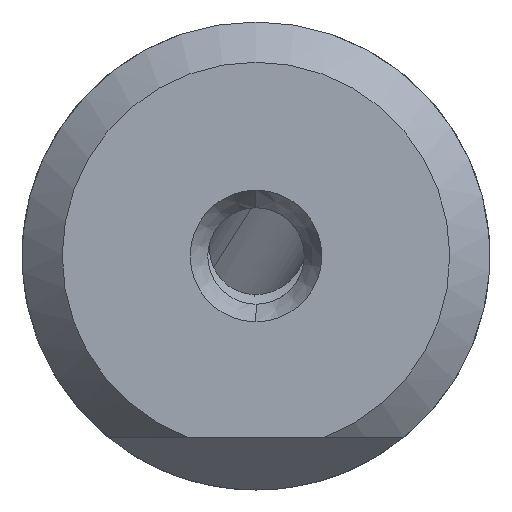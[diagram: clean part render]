
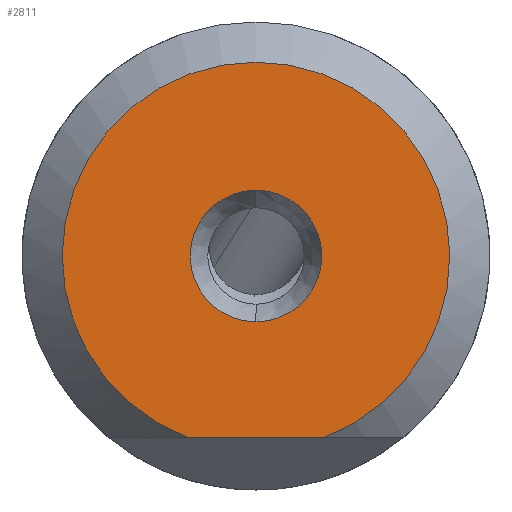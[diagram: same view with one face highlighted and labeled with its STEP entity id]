
A CAD part, left-side view. The second image highlights one B-rep face of the part: STEP entity #2811.
In plain terms, the highlighted planar face has unit normal (-1, 0, 0).
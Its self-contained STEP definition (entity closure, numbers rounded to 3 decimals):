
#87 = CIRCLE ( 'NONE', #2439, 2.25 ) ;
#190 = VERTEX_POINT ( 'NONE', #490 ) ;
#209 = EDGE_LOOP ( 'NONE', ( #1262, #1701 ) ) ;
#245 = VERTEX_POINT ( 'NONE', #1382 ) ;
#305 = DIRECTION ( 'NONE',  ( 1., 0., 0. ) ) ;
#350 = FACE_OUTER_BOUND ( 'NONE', #209, .T. ) ;
#490 = CARTESIAN_POINT ( 'NONE',  ( 0., 2.335, -6.2 ) ) ;
#617 = DIRECTION ( 'NONE',  ( 0., 0., 1. ) ) ;
#664 = DIRECTION ( 'NONE',  ( 0., 0., -1. ) ) ;
#682 = FACE_BOUND ( 'NONE', #867, .T. ) ;
#688 = CIRCLE ( 'NONE', #2680, 2.25 ) ;
#747 = DIRECTION ( 'NONE',  ( 0., 0., 1. ) ) ;
#767 = CARTESIAN_POINT ( 'NONE',  ( 0., 0., 0. ) ) ;
#820 = CARTESIAN_POINT ( 'NONE',  ( 0., 0., 2.25 ) ) ;
#867 = EDGE_LOOP ( 'NONE', ( #3000, #2752 ) ) ;
#967 = PLANE ( 'NONE',  #3086 ) ;
#1083 = VECTOR ( 'NONE', #2990, 1000. ) ;
#1262 = ORIENTED_EDGE ( 'NONE', *, *, #1275, .T. ) ;
#1269 = CARTESIAN_POINT ( 'NONE',  ( 0., 0., -2.25 ) ) ;
#1275 = EDGE_CURVE ( 'NONE', #245, #190, #2881, .T. ) ;
#1382 = CARTESIAN_POINT ( 'NONE',  ( 0., -2.335, -6.2 ) ) ;
#1434 = EDGE_CURVE ( 'NONE', #190, #245, #3246, .T. ) ;
#1515 = VERTEX_POINT ( 'NONE', #820 ) ;
#1701 = ORIENTED_EDGE ( 'NONE', *, *, #1434, .T. ) ;
#1702 = CARTESIAN_POINT ( 'NONE',  ( 0., 0., 0. ) ) ;
#1738 = DIRECTION ( 'NONE',  ( 0., 0., 1. ) ) ;
#1778 = CARTESIAN_POINT ( 'NONE',  ( 0., 2.25, -6.2 ) ) ;
#2049 = DIRECTION ( 'NONE',  ( -1., 0., 0. ) ) ;
#2323 = EDGE_CURVE ( 'NONE', #1515, #3023, #87, .T. ) ;
#2439 = AXIS2_PLACEMENT_3D ( 'NONE', #767, #3107, #747 ) ;
#2482 = EDGE_CURVE ( 'NONE', #3023, #1515, #688, .T. ) ;
#2680 = AXIS2_PLACEMENT_3D ( 'NONE', #3194, #3213, #617 ) ;
#2752 = ORIENTED_EDGE ( 'NONE', *, *, #2482, .F. ) ;
#2811 = ADVANCED_FACE ( 'NONE', ( #682, #350 ), #967, .F. ) ;
#2881 = CIRCLE ( 'NONE', #3357, 6.625 ) ;
#2990 = DIRECTION ( 'NONE',  ( 0., -1., 0. ) ) ;
#3000 = ORIENTED_EDGE ( 'NONE', *, *, #2323, .F. ) ;
#3023 = VERTEX_POINT ( 'NONE', #1269 ) ;
#3086 = AXIS2_PLACEMENT_3D ( 'NONE', #3180, #305, #664 ) ;
#3107 = DIRECTION ( 'NONE',  ( -1., 0., 0. ) ) ;
#3180 = CARTESIAN_POINT ( 'NONE',  ( 0., 2.25, 0. ) ) ;
#3194 = CARTESIAN_POINT ( 'NONE',  ( 0., 0., 0. ) ) ;
#3213 = DIRECTION ( 'NONE',  ( -1., 0., 0. ) ) ;
#3246 = LINE ( 'NONE', #1778, #1083 ) ;
#3357 = AXIS2_PLACEMENT_3D ( 'NONE', #1702, #2049, #1738 ) ;
